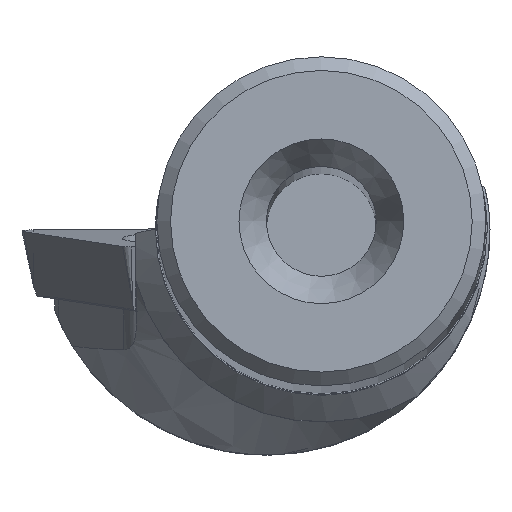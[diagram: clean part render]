
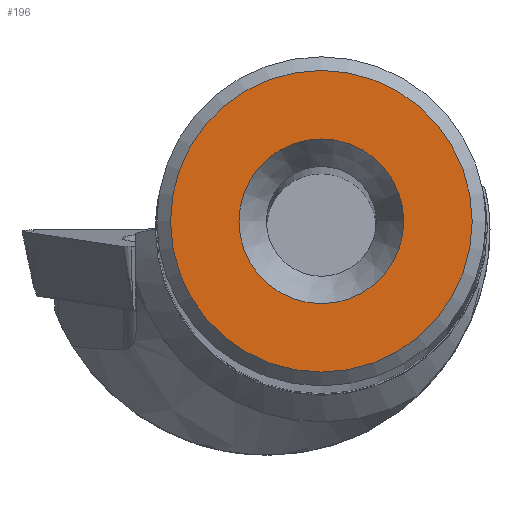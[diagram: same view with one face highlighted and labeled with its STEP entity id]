
A CAD part, top view. The second image highlights one B-rep face of the part: STEP entity #196.
In plain terms, the highlighted planar face has unit normal (0, 0, 1).
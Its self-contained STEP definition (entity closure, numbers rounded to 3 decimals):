
#196=ADVANCED_FACE('',(#385,#386),#231,.T.);
#231=PLANE('',#1057);
#385=FACE_BOUND('',#435,.T.);
#386=FACE_BOUND('',#436,.T.);
#435=EDGE_LOOP('',(#598));
#436=EDGE_LOOP('',(#599));
#598=ORIENTED_EDGE('',*,*,#868,.F.);
#599=ORIENTED_EDGE('',*,*,#866,.T.);
#764=VERTEX_POINT('',#1709);
#766=VERTEX_POINT('',#1715);
#866=EDGE_CURVE('',#764,#764,#912,.T.);
#868=EDGE_CURVE('',#766,#766,#914,.T.);
#912=CIRCLE('',#1052,5.493);
#914=CIRCLE('',#1056,3.);
#1052=AXIS2_PLACEMENT_3D('',#1708,#1248,#1249);
#1056=AXIS2_PLACEMENT_3D('',#1714,#1256,#1257);
#1057=AXIS2_PLACEMENT_3D('',#1716,#1258,#1259);
#1248=DIRECTION('',(0.,0.,1.));
#1249=DIRECTION('',(1.,0.,0.));
#1256=DIRECTION('',(0.,0.,1.));
#1257=DIRECTION('',(1.,0.,0.));
#1258=DIRECTION('',(0.,0.,1.));
#1259=DIRECTION('',(1.,0.,0.));
#1708=CARTESIAN_POINT('',(0.,0.,0.));
#1709=CARTESIAN_POINT('',(5.493,0.,0.));
#1714=CARTESIAN_POINT('',(0.,0.,0.));
#1715=CARTESIAN_POINT('',(3.,0.,0.));
#1716=CARTESIAN_POINT('',(0.,0.,0.));
